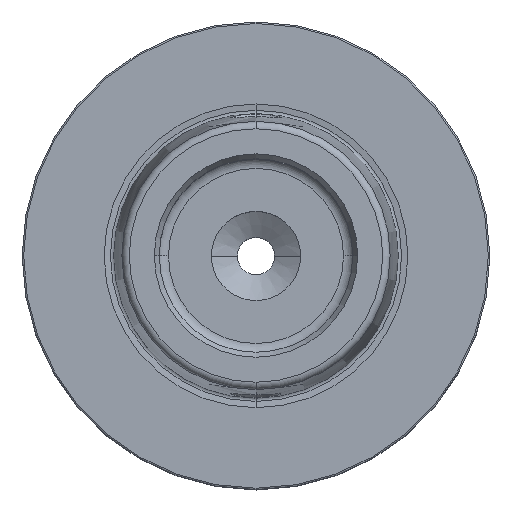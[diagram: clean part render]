
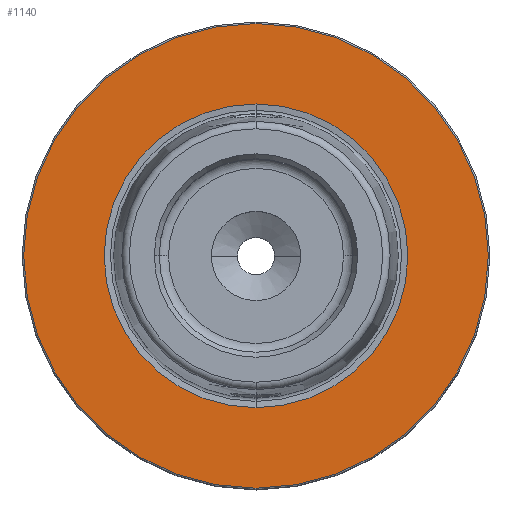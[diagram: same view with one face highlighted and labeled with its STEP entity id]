
A CAD part, top view. The second image highlights one B-rep face of the part: STEP entity #1140.
In plain terms, the highlighted planar face has unit normal (0, 0, 1).
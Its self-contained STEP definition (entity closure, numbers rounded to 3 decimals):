
#9 = EDGE_CURVE ( 'NONE', #3962, #3466, #2638, .T. ) ;
#213 = VERTEX_POINT ( 'NONE', #335 ) ;
#264 = DIRECTION ( 'NONE',  ( 0., 0., -1. ) ) ;
#335 = CARTESIAN_POINT ( 'NONE',  ( 0., 31.27, 0. ) ) ;
#411 = AXIS2_PLACEMENT_3D ( 'NONE', #1093, #3790, #1402 ) ;
#554 = DIRECTION ( 'NONE',  ( 0., 1., 0. ) ) ;
#720 = EDGE_LOOP ( 'NONE', ( #884, #1810 ) ) ;
#884 = ORIENTED_EDGE ( 'NONE', *, *, #3070, .T. ) ;
#897 = AXIS2_PLACEMENT_3D ( 'NONE', #2779, #3793, #2115 ) ;
#1009 = CARTESIAN_POINT ( 'NONE',  ( 0., -20.434, 0. ) ) ;
#1087 = CARTESIAN_POINT ( 'NONE',  ( 0., 0., 0. ) ) ;
#1093 = CARTESIAN_POINT ( 'NONE',  ( 0., 31.47, 0. ) ) ;
#1140 = ADVANCED_FACE ( 'NONE', ( #2443, #2798 ), #1143, .T. ) ;
#1143 = PLANE ( 'NONE',  #411 ) ;
#1234 = CARTESIAN_POINT ( 'NONE',  ( 0., 0., 0. ) ) ;
#1402 = DIRECTION ( 'NONE',  ( 0., -1., 0. ) ) ;
#1503 = DIRECTION ( 'NONE',  ( 0., 0., 1. ) ) ;
#1727 = CARTESIAN_POINT ( 'NONE',  ( 0., 0., 0. ) ) ;
#1733 = CIRCLE ( 'NONE', #3807, 31.27 ) ;
#1810 = ORIENTED_EDGE ( 'NONE', *, *, #9, .T. ) ;
#2065 = ORIENTED_EDGE ( 'NONE', *, *, #2141, .T. ) ;
#2115 = DIRECTION ( 'NONE',  ( 0., 1., 0. ) ) ;
#2141 = EDGE_CURVE ( 'NONE', #3777, #213, #1733, .T. ) ;
#2443 = FACE_OUTER_BOUND ( 'NONE', #3203, .T. ) ;
#2501 = CIRCLE ( 'NONE', #3897, 20.434 ) ;
#2638 = CIRCLE ( 'NONE', #897, 20.434 ) ;
#2779 = CARTESIAN_POINT ( 'NONE',  ( 0., 0., 0. ) ) ;
#2797 = DIRECTION ( 'NONE',  ( 0., 0., 1. ) ) ;
#2798 = FACE_BOUND ( 'NONE', #720, .T. ) ;
#2895 = CARTESIAN_POINT ( 'NONE',  ( 0., -31.27, 0. ) ) ;
#2974 = CIRCLE ( 'NONE', #3659, 31.27 ) ;
#2985 = CARTESIAN_POINT ( 'NONE',  ( 0., 20.434, 0. ) ) ;
#3070 = EDGE_CURVE ( 'NONE', #3466, #3962, #2501, .T. ) ;
#3203 = EDGE_LOOP ( 'NONE', ( #2065, #3952 ) ) ;
#3208 = EDGE_CURVE ( 'NONE', #213, #3777, #2974, .T. ) ;
#3466 = VERTEX_POINT ( 'NONE', #1009 ) ;
#3659 = AXIS2_PLACEMENT_3D ( 'NONE', #1087, #1503, #3737 ) ;
#3737 = DIRECTION ( 'NONE',  ( 0., -1., 0. ) ) ;
#3777 = VERTEX_POINT ( 'NONE', #2895 ) ;
#3790 = DIRECTION ( 'NONE',  ( 0., 0., 1. ) ) ;
#3793 = DIRECTION ( 'NONE',  ( 0., 0., -1. ) ) ;
#3807 = AXIS2_PLACEMENT_3D ( 'NONE', #1727, #2797, #4035 ) ;
#3897 = AXIS2_PLACEMENT_3D ( 'NONE', #1234, #264, #554 ) ;
#3952 = ORIENTED_EDGE ( 'NONE', *, *, #3208, .T. ) ;
#3962 = VERTEX_POINT ( 'NONE', #2985 ) ;
#4035 = DIRECTION ( 'NONE',  ( 0., -1., 0. ) ) ;
